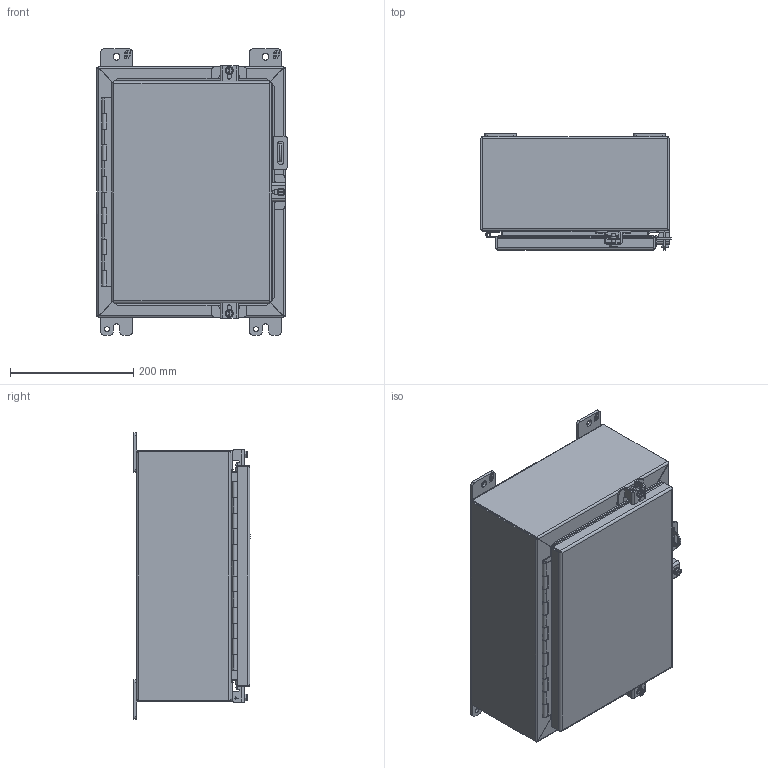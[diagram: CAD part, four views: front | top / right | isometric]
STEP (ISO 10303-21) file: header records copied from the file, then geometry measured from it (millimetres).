
FILE_DESCRIPTION (( 'STEP AP214' ), '1' );
FILE_NAME ('1418N4ALB6.STEP', '2019-10-31T21:01:07', ( '' ), ( '' ), 'SwSTEP 2.0', 'SolidWorks 2019', '' );
FILE_SCHEMA (( 'AUTOMOTIVE_DESIGN' ));
Length unit declared in the file: inch
Products named in the file (1): 1418N4ALB6
Bounding box: 308 x 188.91 x 463.55 mm (x, y, z)
Volume: 1524220.3 mm3; surface area: 1392955.4 mm2
Topology: 34 solids, 35 shells, 1174 faces, 3036 edges, 1968 vertices
Faces by surface type: plane 765, cylinder 317, bspline 70, cone 22
Full cylindrical faces by diameter (mm): 3.175 x1, 5.461 x2, 5.9 x3, 6.198 x3, 6.35 x2, 6.731 x3, 7.805 x2, 7.937 x2, 7.938 x2, 8.382 x4, 9.525 x4, 10.16 x3, 11.112 x2, 11.113 x2, 11.303 x2, 12.7 x7, 13.589 x2, 16.51 x4, 25.4 x2
Entity records: 38383 total; most frequent: CARTESIAN_POINT 9523, ORIENTED_EDGE 5912, DIRECTION 5628, EDGE_CURVE 2956, LINE 2186, VECTOR 2186, VERTEX_POINT 1958, AXIS2_PLACEMENT_3D 1721
